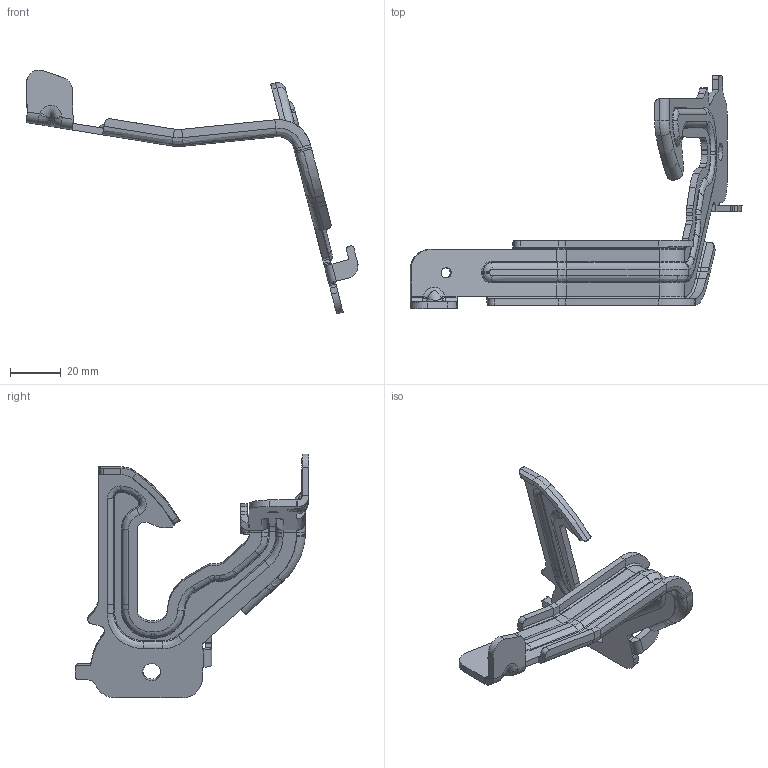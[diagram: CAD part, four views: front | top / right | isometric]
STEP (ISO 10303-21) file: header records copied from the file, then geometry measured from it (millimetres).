
FILE_DESCRIPTION(/* description */ (''),/* implementation_level */ '2;1');
FILE_NAME(/* name */ 'PY1B HOOK_20.07.stp',/* time_stamp */ '2018-07-20T14:27:25+06:00',/* author */ (''),/* organization */ (''),/* preprocessor_version */ 'ST-DEVELOPER v16',/* originating_system */ 'SIEMENS PLM Software NX 11.0',/* authorisation */ '');
FILE_SCHEMA (('AUTOMOTIVE_DESIGN { 1 0 10303 214 3 1 1 1 }'));
Products named in the file (1): PY1B HOOD LOCK AS PER NEW ENVIRONMENT_20.07_stp
Bounding box: 130.49 x 91.85 x 95.87 mm (x, y, z)
Volume: 19821.8 mm3; surface area: 17248.4 mm2
Topology: 1 solids, 1 shells, 478 faces, 1136 edges, 656 vertices
Faces by surface type: bspline 246, plane 137, cylinder 62, extrusion 25, torus 7, revolution 1
Entity records: 40957 total; most frequent: CARTESIAN_POINT 32426, ORIENTED_EDGE 2264, EDGE_CURVE 1132, B_SPLINE_CURVE_WITH_KNOTS 845, DIRECTION 827, VERTEX_POINT 656, EDGE_LOOP 482, ADVANCED_FACE 478
